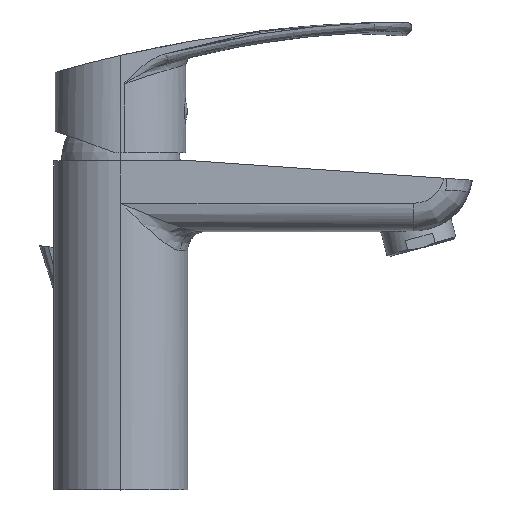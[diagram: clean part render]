
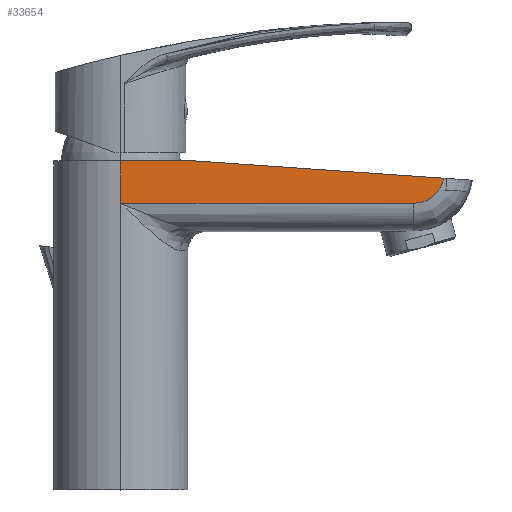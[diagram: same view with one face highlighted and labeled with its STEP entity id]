
A CAD part, top view. The second image highlights one B-rep face of the part: STEP entity #33654.
In plain terms, the highlighted planar face has unit normal (0, 0, 1).
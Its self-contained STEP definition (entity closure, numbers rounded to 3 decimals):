
#326 = CARTESIAN_POINT ( 'NONE',  ( 0., 110.78, 22.55 ) ) ;
#690 = CARTESIAN_POINT ( 'NONE',  ( 106.141, 99.69, 22.55 ) ) ;
#1296 = CARTESIAN_POINT ( 'NONE',  ( 108.512, 103.628, 22.55 ) ) ;
#1603 = CARTESIAN_POINT ( 'NONE',  ( 102.159, 97.114, 22.55 ) ) ;
#1911 = CARTESIAN_POINT ( 'NONE',  ( 104.215, 98.12, 22.55 ) ) ;
#4042 = LINE ( 'NONE', #28504, #53563 ) ;
#4160 = DIRECTION ( 'NONE',  ( 1., 0., 0. ) ) ;
#5388 = CARTESIAN_POINT ( 'NONE',  ( 102.298, 97.165, 22.55 ) ) ;
#5700 = CARTESIAN_POINT ( 'NONE',  ( 107.302, 101.138, 22.55 ) ) ;
#5989 = CARTESIAN_POINT ( 'NONE',  ( 102.371, 97.192, 22.55 ) ) ;
#6301 = CARTESIAN_POINT ( 'NONE',  ( 100.452, 96.659, 22.55 ) ) ;
#6624 = CARTESIAN_POINT ( 'NONE',  ( 107.809, 101.99, 22.55 ) ) ;
#6783 = LINE ( 'NONE', #15880, #30285 ) ;
#8869 = EDGE_LOOP ( 'NONE', ( #54452, #15166, #60578, #39164, #10801 ) ) ;
#10083 = CARTESIAN_POINT ( 'NONE',  ( 98.639, 96.5, 22.55 ) ) ;
#10394 = CARTESIAN_POINT ( 'NONE',  ( 103.949, 97.957, 22.55 ) ) ;
#10705 = CARTESIAN_POINT ( 'NONE',  ( 107.914, 102.195, 22.55 ) ) ;
#10801 = ORIENTED_EDGE ( 'NONE', *, *, #58534, .T. ) ;
#10999 = CARTESIAN_POINT ( 'NONE',  ( 108.852, 104.941, 22.55 ) ) ;
#11316 = CARTESIAN_POINT ( 'NONE',  ( 99.2, 96.5, 22.55 ) ) ;
#11946 = CARTESIAN_POINT ( 'NONE',  ( 98.639, 96.5, 22.55 ) ) ;
#13706 = EDGE_CURVE ( 'NONE', #30794, #34114, #17147, .T. ) ;
#15112 = CARTESIAN_POINT ( 'NONE',  ( 102.585, 97.276, 22.55 ) ) ;
#15166 = ORIENTED_EDGE ( 'NONE', *, *, #59316, .T. ) ;
#15729 = CARTESIAN_POINT ( 'NONE',  ( 108.652, 104.089, 22.55 ) ) ;
#15880 = CARTESIAN_POINT ( 'NONE',  ( 0., 110.78, 22.55 ) ) ;
#16029 = CARTESIAN_POINT ( 'NONE',  ( 105.463, 99.046, 22.55 ) ) ;
#17147 = LINE ( 'NONE', #22165, #35198 ) ;
#18491 = DIRECTION ( 'NONE',  ( 0., 1., 0. ) ) ;
#20131 = CARTESIAN_POINT ( 'NONE',  ( 104.981, 98.652, 22.55 ) ) ;
#20438 = CARTESIAN_POINT ( 'NONE',  ( 104.607, 98.373, 22.55 ) ) ;
#20711 = VERTEX_POINT ( 'NONE', #25724 ) ;
#20748 = CARTESIAN_POINT ( 'NONE',  ( 103.818, 97.88, 22.55 ) ) ;
#21050 = CARTESIAN_POINT ( 'NONE',  ( 108.8, 104.666, 22.55 ) ) ;
#22165 = CARTESIAN_POINT ( 'NONE',  ( 7.778, 111.963, 22.55 ) ) ;
#23890 = EDGE_CURVE ( 'NONE', #20711, #48109, #51862, .T. ) ;
#25134 = CARTESIAN_POINT ( 'NONE',  ( 107.982, 102.332, 22.55 ) ) ;
#25438 = CARTESIAN_POINT ( 'NONE',  ( 108.589, 103.874, 22.55 ) ) ;
#25724 = CARTESIAN_POINT ( 'NONE',  ( 0., 96.5, 22.55 ) ) ;
#25748 = CARTESIAN_POINT ( 'NONE',  ( 108.641, 104.051, 22.55 ) ) ;
#25917 = B_SPLINE_CURVE_WITH_KNOTS ( 'NONE', 3,
 ( #10083, #11316, #48998, #58115, #6301, #48394, #35163, #43975, #49626, #1603, #5388, #5989, #15112, #34238, #43688, #20748, #10394, #1911, #20438, #20131, #16029, #40183, #690, #58424, #54321, #48706, #5700, #34562, #6624, #10705, #25134, #39569, #44285, #44901, #1296, #25438, #58739, #25748, #15729, #54011, #21050, #10999 ),
 .UNSPECIFIED., .F., .F.,
 ( 4, 2, 2, 1, 1, 1, 2, 2, 1, 2, 2, 1, 2, 2, 2, 2, 1, 1, 2, 2, 1, 1, 1, 2, 2, 4 ),
 ( 0., 0.117, 0.131, 0.146, 0.175, 0.233, 0.248, 0.263, 0.292, 0.35, 0.379, 0.408, 0.467, 0.525, 0.583, 0.642, 0.7, 0.729, 0.744, 0.759, 0.817, 0.846, 0.861, 0.868, 0.875, 0.934 ),
 .UNSPECIFIED. ) ;
#26976 = PLANE ( 'NONE',  #59485 ) ;
#28389 = VECTOR ( 'NONE', #4160, 1000. ) ;
#28504 = CARTESIAN_POINT ( 'NONE',  ( 0., 111.6, 22.55 ) ) ;
#30285 = VECTOR ( 'NONE', #35655, 1000. ) ;
#30794 = VERTEX_POINT ( 'NONE', #49324 ) ;
#31565 = DIRECTION ( 'NONE',  ( 0.998, -0.069, 0. ) ) ;
#33654 = ADVANCED_FACE ( 'NONE', ( #61852 ), #26976, .T. ) ;
#34114 = VERTEX_POINT ( 'NONE', #58818 ) ;
#34238 = CARTESIAN_POINT ( 'NONE',  ( 103.007, 97.453, 22.55 ) ) ;
#34562 = CARTESIAN_POINT ( 'NONE',  ( 107.55, 101.523, 22.55 ) ) ;
#35163 = CARTESIAN_POINT ( 'NONE',  ( 100.814, 96.728, 22.55 ) ) ;
#35198 = VECTOR ( 'NONE', #31565, 1000. ) ;
#35655 = DIRECTION ( 'NONE',  ( -1., 0., 0. ) ) ;
#36727 = CARTESIAN_POINT ( 'NONE',  ( 0., 0., 22.55 ) ) ;
#37869 = EDGE_CURVE ( 'NONE', #20711, #59903, #4042, .T. ) ;
#39164 = ORIENTED_EDGE ( 'NONE', *, *, #23890, .T. ) ;
#39569 = CARTESIAN_POINT ( 'NONE',  ( 108.015, 102.399, 22.55 ) ) ;
#40183 = CARTESIAN_POINT ( 'NONE',  ( 105.696, 99.255, 22.55 ) ) ;
#43688 = CARTESIAN_POINT ( 'NONE',  ( 103.417, 97.658, 22.55 ) ) ;
#43975 = CARTESIAN_POINT ( 'NONE',  ( 101.317, 96.843, 22.55 ) ) ;
#44285 = CARTESIAN_POINT ( 'NONE',  ( 108.172, 102.733, 22.55 ) ) ;
#44901 = CARTESIAN_POINT ( 'NONE',  ( 108.343, 103.14, 22.55 ) ) ;
#47163 = CARTESIAN_POINT ( 'NONE',  ( 0., 96.5, 22.55 ) ) ;
#48109 = VERTEX_POINT ( 'NONE', #11946 ) ;
#48394 = CARTESIAN_POINT ( 'NONE',  ( 100.597, 96.686, 22.55 ) ) ;
#48706 = CARTESIAN_POINT ( 'NONE',  ( 106.948, 100.639, 22.55 ) ) ;
#48998 = CARTESIAN_POINT ( 'NONE',  ( 99.758, 96.545, 22.55 ) ) ;
#49324 = CARTESIAN_POINT ( 'NONE',  ( 24.8, 110.78, 22.55 ) ) ;
#49626 = CARTESIAN_POINT ( 'NONE',  ( 101.811, 96.99, 22.55 ) ) ;
#51862 = LINE ( 'NONE', #47163, #28389 ) ;
#53563 = VECTOR ( 'NONE', #18491, 1000. ) ;
#54011 = CARTESIAN_POINT ( 'NONE',  ( 108.736, 104.393, 22.55 ) ) ;
#54321 = CARTESIAN_POINT ( 'NONE',  ( 106.756, 100.391, 22.55 ) ) ;
#54452 = ORIENTED_EDGE ( 'NONE', *, *, #13706, .F. ) ;
#56191 = DIRECTION ( 'NONE',  ( 1., 0., 0. ) ) ;
#58115 = CARTESIAN_POINT ( 'NONE',  ( 100.381, 96.647, 22.55 ) ) ;
#58424 = CARTESIAN_POINT ( 'NONE',  ( 106.353, 99.918, 22.55 ) ) ;
#58534 = EDGE_CURVE ( 'NONE', #48109, #34114, #25917, .T. ) ;
#58739 = CARTESIAN_POINT ( 'NONE',  ( 108.621, 103.98, 22.55 ) ) ;
#58818 = CARTESIAN_POINT ( 'NONE',  ( 108.852, 104.941, 22.55 ) ) ;
#59316 = EDGE_CURVE ( 'NONE', #30794, #59903, #6783, .T. ) ;
#59485 = AXIS2_PLACEMENT_3D ( 'NONE', #36727, #60911, #56191 ) ;
#59903 = VERTEX_POINT ( 'NONE', #326 ) ;
#60578 = ORIENTED_EDGE ( 'NONE', *, *, #37869, .F. ) ;
#60911 = DIRECTION ( 'NONE',  ( 0., 0., 1. ) ) ;
#61852 = FACE_OUTER_BOUND ( 'NONE', #8869, .T. ) ;
